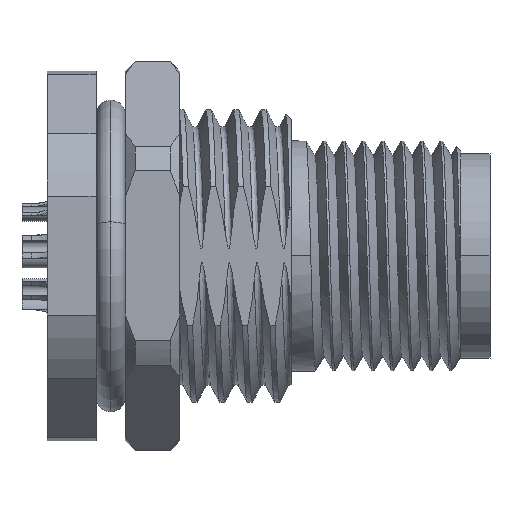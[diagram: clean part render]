
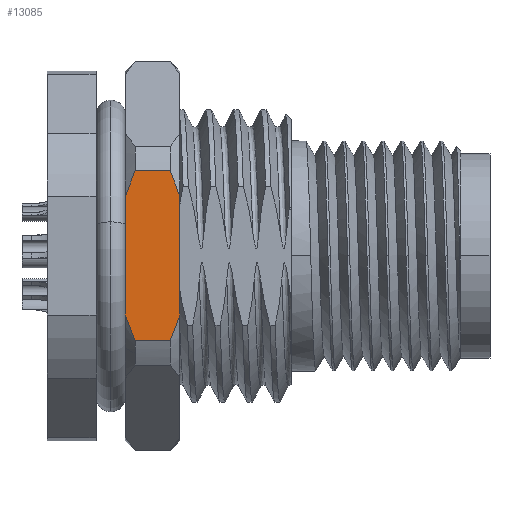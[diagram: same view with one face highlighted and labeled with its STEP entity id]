
A CAD part, top view. The second image highlights one B-rep face of the part: STEP entity #13085.
In plain terms, the highlighted face is planar.
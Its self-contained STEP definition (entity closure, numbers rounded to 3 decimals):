
#494 = B_SPLINE_CURVE_WITH_KNOTS ( 'NONE', 3,
 ( #11625, #15313, #4579, #18614 ),
 .UNSPECIFIED., .F., .F.,
 ( 4, 4 ),
 ( 0.017, 0.018 ),
 .UNSPECIFIED. ) ;
#670 = EDGE_CURVE ( 'NONE', #12733, #1250, #2074, .T. ) ;
#738 = EDGE_CURVE ( 'NONE', #12733, #20395, #15541, .T. ) ;
#875 = EDGE_CURVE ( 'NONE', #19156, #20395, #11851, .T. ) ;
#896 = CARTESIAN_POINT ( 'NONE',  ( -1.088, -1.098, -9.758 ) ) ;
#1250 = VERTEX_POINT ( 'NONE', #9635 ) ;
#1432 = CARTESIAN_POINT ( 'NONE',  ( 1.257, -1.48, -9.538 ) ) ;
#1781 = CARTESIAN_POINT ( 'NONE',  ( 1.4, -7.134, -6.274 ) ) ;
#1933 = CARTESIAN_POINT ( 'NONE',  ( -0.9, -0.725, -9.974 ) ) ;
#2074 = B_SPLINE_CURVE_WITH_KNOTS ( 'NONE', 3,
 ( #17286, #896, #4814, #8365 ),
 .UNSPECIFIED., .F., .F.,
 ( 4, 4 ),
 ( 0.009, 0.011 ),
 .UNSPECIFIED. ) ;
#2689 = AXIS2_PLACEMENT_3D ( 'NONE', #14646, #17874, #5797 ) ;
#2813 = CARTESIAN_POINT ( 'NONE',  ( 0.9, -0.725, -9.974 ) ) ;
#3009 = VECTOR ( 'NONE', #14686, 1000. ) ;
#3170 = CARTESIAN_POINT ( 'NONE',  ( -1.4, -7.134, -6.274 ) ) ;
#3441 = CARTESIAN_POINT ( 'NONE',  ( 1.088, -7.902, -5.83 ) ) ;
#4579 = CARTESIAN_POINT ( 'NONE',  ( -1.087, -7.903, -5.83 ) ) ;
#4614 = VECTOR ( 'NONE', #4889, 1000. ) ;
#4814 = CARTESIAN_POINT ( 'NONE',  ( -1.256, -1.478, -9.539 ) ) ;
#4889 = DIRECTION ( 'NONE',  ( 1., 0., 0. ) ) ;
#5149 = LINE ( 'NONE', #20353, #18375 ) ;
#5797 = DIRECTION ( 'NONE',  ( 0., 0.866, -0.5 ) ) ;
#6025 = EDGE_CURVE ( 'NONE', #21225, #17741, #494, .T. ) ;
#6819 = CARTESIAN_POINT ( 'NONE',  ( 1.4, -9., -5.196 ) ) ;
#7849 = EDGE_CURVE ( 'NONE', #14722, #14011, #11991, .T. ) ;
#8280 = ORIENTED_EDGE ( 'NONE', *, *, #14214, .F. ) ;
#8365 = CARTESIAN_POINT ( 'NONE',  ( -1.4, -1.866, -9.315 ) ) ;
#9635 = CARTESIAN_POINT ( 'NONE',  ( -1.4, -1.866, -9.315 ) ) ;
#9771 = LINE ( 'NONE', #6819, #17598 ) ;
#10389 = CARTESIAN_POINT ( 'NONE',  ( 1.4, -0.725, -9.974 ) ) ;
#10814 = CARTESIAN_POINT ( 'NONE',  ( 1.256, -7.522, -6.049 ) ) ;
#11625 = CARTESIAN_POINT ( 'NONE',  ( -1.4, -7.134, -6.274 ) ) ;
#11851 = B_SPLINE_CURVE_WITH_KNOTS ( 'NONE', 3,
 ( #12166, #1432, #19548, #15643 ),
 .UNSPECIFIED., .F., .F.,
 ( 4, 4 ),
 ( 0.017, 0.018 ),
 .UNSPECIFIED. ) ;
#11991 = B_SPLINE_CURVE_WITH_KNOTS ( 'NONE', 3,
 ( #14168, #3441, #10814, #1781 ),
 .UNSPECIFIED., .F., .F.,
 ( 4, 4 ),
 ( 0.009, 0.011 ),
 .UNSPECIFIED. ) ;
#12166 = CARTESIAN_POINT ( 'NONE',  ( 1.4, -1.866, -9.315 ) ) ;
#12733 = VERTEX_POINT ( 'NONE', #1933 ) ;
#12839 = ORIENTED_EDGE ( 'NONE', *, *, #670, .F. ) ;
#13085 = ADVANCED_FACE ( 'NONE', ( #14568 ), #21997, .T. ) ;
#13099 = LINE ( 'NONE', #14609, #3009 ) ;
#13696 = ORIENTED_EDGE ( 'NONE', *, *, #6025, .F. ) ;
#14011 = VERTEX_POINT ( 'NONE', #21817 ) ;
#14168 = CARTESIAN_POINT ( 'NONE',  ( 0.9, -8.275, -5.615 ) ) ;
#14214 = EDGE_CURVE ( 'NONE', #14011, #19156, #9771, .T. ) ;
#14568 = FACE_OUTER_BOUND ( 'NONE', #17489, .T. ) ;
#14609 = CARTESIAN_POINT ( 'NONE',  ( 1.4, -8.275, -5.615 ) ) ;
#14646 = CARTESIAN_POINT ( 'NONE',  ( -2.069, -9., -5.196 ) ) ;
#14650 = DIRECTION ( 'NONE',  ( 0., 0.866, -0.5 ) ) ;
#14686 = DIRECTION ( 'NONE',  ( -1., 0., 0. ) ) ;
#14722 = VERTEX_POINT ( 'NONE', #15587 ) ;
#14838 = ORIENTED_EDGE ( 'NONE', *, *, #14948, .T. ) ;
#14948 = EDGE_CURVE ( 'NONE', #14722, #17741, #13099, .T. ) ;
#15313 = CARTESIAN_POINT ( 'NONE',  ( -1.257, -7.52, -6.051 ) ) ;
#15541 = LINE ( 'NONE', #10389, #4614 ) ;
#15587 = CARTESIAN_POINT ( 'NONE',  ( 0.9, -8.275, -5.615 ) ) ;
#15643 = CARTESIAN_POINT ( 'NONE',  ( 0.9, -0.725, -9.974 ) ) ;
#16346 = ORIENTED_EDGE ( 'NONE', *, *, #7849, .F. ) ;
#16364 = ORIENTED_EDGE ( 'NONE', *, *, #875, .F. ) ;
#16767 = ORIENTED_EDGE ( 'NONE', *, *, #19392, .T. ) ;
#17286 = CARTESIAN_POINT ( 'NONE',  ( -0.9, -0.725, -9.974 ) ) ;
#17489 = EDGE_LOOP ( 'NONE', ( #14838, #13696, #16767, #12839, #20219, #16364, #8280, #16346 ) ) ;
#17598 = VECTOR ( 'NONE', #17693, 1000. ) ;
#17693 = DIRECTION ( 'NONE',  ( 0., 0.866, -0.5 ) ) ;
#17741 = VERTEX_POINT ( 'NONE', #20227 ) ;
#17796 = CARTESIAN_POINT ( 'NONE',  ( 1.4, -1.866, -9.315 ) ) ;
#17874 = DIRECTION ( 'NONE',  ( 0., -0.5, -0.866 ) ) ;
#18375 = VECTOR ( 'NONE', #14650, 1000. ) ;
#18614 = CARTESIAN_POINT ( 'NONE',  ( -0.9, -8.275, -5.615 ) ) ;
#19156 = VERTEX_POINT ( 'NONE', #17796 ) ;
#19392 = EDGE_CURVE ( 'NONE', #21225, #1250, #5149, .T. ) ;
#19548 = CARTESIAN_POINT ( 'NONE',  ( 1.087, -1.097, -9.759 ) ) ;
#20219 = ORIENTED_EDGE ( 'NONE', *, *, #738, .T. ) ;
#20227 = CARTESIAN_POINT ( 'NONE',  ( -0.9, -8.275, -5.615 ) ) ;
#20353 = CARTESIAN_POINT ( 'NONE',  ( -1.4, -4.5, -7.794 ) ) ;
#20395 = VERTEX_POINT ( 'NONE', #2813 ) ;
#21225 = VERTEX_POINT ( 'NONE', #3170 ) ;
#21817 = CARTESIAN_POINT ( 'NONE',  ( 1.4, -7.134, -6.274 ) ) ;
#21997 = PLANE ( 'NONE',  #2689 ) ;
